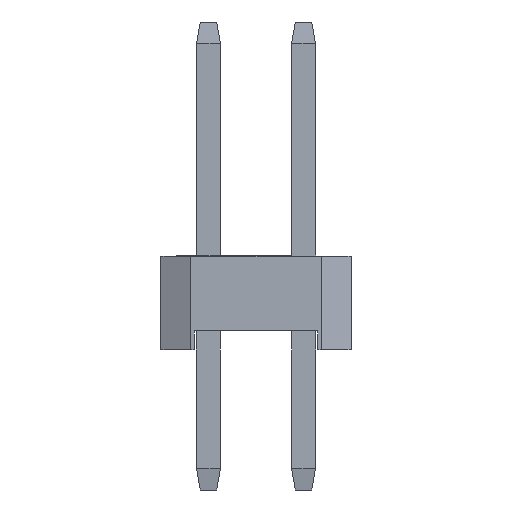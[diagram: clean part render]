
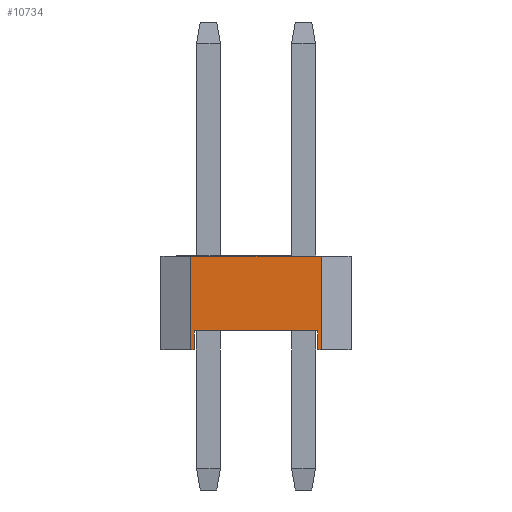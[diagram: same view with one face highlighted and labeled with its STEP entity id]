
A CAD part, left-side view. The second image highlights one B-rep face of the part: STEP entity #10734.
In plain terms, the highlighted planar face has unit normal (-1, 0, 0).
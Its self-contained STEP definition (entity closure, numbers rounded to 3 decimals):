
#191 = EDGE_CURVE ( 'NONE', #1636, #9947, #5030, .T. ) ;
#205 = PLANE ( 'NONE',  #6516 ) ;
#332 = EDGE_CURVE ( 'NONE', #1636, #11844, #11851, .T. ) ;
#495 = DIRECTION ( 'NONE',  ( 0., -1., 0. ) ) ;
#504 = DIRECTION ( 'NONE',  ( 0., 0., -1. ) ) ;
#641 = LINE ( 'NONE', #11504, #7743 ) ;
#644 = VERTEX_POINT ( 'NONE', #5196 ) ;
#1636 = VERTEX_POINT ( 'NONE', #1708 ) ;
#1708 = CARTESIAN_POINT ( 'NONE',  ( -8.89, -1.65, 0. ) ) ;
#1803 = DIRECTION ( 'NONE',  ( 0., 0., -1. ) ) ;
#2130 = ORIENTED_EDGE ( 'NONE', *, *, #8446, .T. ) ;
#2399 = CARTESIAN_POINT ( 'NONE',  ( -8.89, -2.54, 2.5 ) ) ;
#2799 = CARTESIAN_POINT ( 'NONE',  ( -8.89, 1.65, 0.5 ) ) ;
#3084 = LINE ( 'NONE', #2799, #12589 ) ;
#3165 = ORIENTED_EDGE ( 'NONE', *, *, #9192, .T. ) ;
#3330 = DIRECTION ( 'NONE',  ( 0., 0., -1. ) ) ;
#3899 = DIRECTION ( 'NONE',  ( 0., 0., 1. ) ) ;
#4079 = LINE ( 'NONE', #10471, #9157 ) ;
#4259 = EDGE_CURVE ( 'NONE', #7493, #9494, #4079, .T. ) ;
#4359 = ORIENTED_EDGE ( 'NONE', *, *, #332, .T. ) ;
#5030 = LINE ( 'NONE', #11568, #8121 ) ;
#5196 = CARTESIAN_POINT ( 'NONE',  ( -8.89, 1.74, 2.5 ) ) ;
#5297 = EDGE_CURVE ( 'NONE', #644, #6373, #641, .T. ) ;
#5439 = CARTESIAN_POINT ( 'NONE',  ( -8.89, -1.65, 0.5 ) ) ;
#5583 = CARTESIAN_POINT ( 'NONE',  ( -8.89, 1.65, 0.5 ) ) ;
#5755 = LINE ( 'NONE', #7087, #7404 ) ;
#6373 = VERTEX_POINT ( 'NONE', #13242 ) ;
#6516 = AXIS2_PLACEMENT_3D ( 'NONE', #2399, #13056, #3330 ) ;
#6693 = CARTESIAN_POINT ( 'NONE',  ( -8.89, -1.74, 2.5 ) ) ;
#6823 = ORIENTED_EDGE ( 'NONE', *, *, #5297, .T. ) ;
#7087 = CARTESIAN_POINT ( 'NONE',  ( -8.89, -1.74, -6. ) ) ;
#7157 = LINE ( 'NONE', #12637, #10639 ) ;
#7197 = VECTOR ( 'NONE', #11917, 1000. ) ;
#7250 = ORIENTED_EDGE ( 'NONE', *, *, #9206, .F. ) ;
#7404 = VECTOR ( 'NONE', #3899, 1000. ) ;
#7493 = VERTEX_POINT ( 'NONE', #5583 ) ;
#7740 = FACE_OUTER_BOUND ( 'NONE', #8794, .T. ) ;
#7743 = VECTOR ( 'NONE', #504, 1000. ) ;
#8097 = CARTESIAN_POINT ( 'NONE',  ( -8.89, -2.54, 2.5 ) ) ;
#8121 = VECTOR ( 'NONE', #9366, 1000. ) ;
#8446 = EDGE_CURVE ( 'NONE', #6373, #9494, #7157, .T. ) ;
#8794 = EDGE_LOOP ( 'NONE', ( #2130, #13762, #10713, #12573, #4359, #3165, #7250, #6823 ) ) ;
#8801 = CARTESIAN_POINT ( 'NONE',  ( -8.89, 1.65, 0. ) ) ;
#9157 = VECTOR ( 'NONE', #1803, 1000. ) ;
#9192 = EDGE_CURVE ( 'NONE', #11844, #10347, #5755, .T. ) ;
#9206 = EDGE_CURVE ( 'NONE', #644, #10347, #10227, .T. ) ;
#9366 = DIRECTION ( 'NONE',  ( 0., 0., 1. ) ) ;
#9367 = DIRECTION ( 'NONE',  ( 0., -1., 0. ) ) ;
#9494 = VERTEX_POINT ( 'NONE', #8801 ) ;
#9947 = VERTEX_POINT ( 'NONE', #5439 ) ;
#10092 = EDGE_CURVE ( 'NONE', #9947, #7493, #3084, .T. ) ;
#10227 = LINE ( 'NONE', #8097, #11713 ) ;
#10347 = VERTEX_POINT ( 'NONE', #6693 ) ;
#10471 = CARTESIAN_POINT ( 'NONE',  ( -8.89, 1.65, 0. ) ) ;
#10639 = VECTOR ( 'NONE', #9367, 1000. ) ;
#10713 = ORIENTED_EDGE ( 'NONE', *, *, #10092, .F. ) ;
#10734 = ADVANCED_FACE ( 'NONE', ( #7740 ), #205, .F. ) ;
#11504 = CARTESIAN_POINT ( 'NONE',  ( -8.89, 1.74, 2.5 ) ) ;
#11568 = CARTESIAN_POINT ( 'NONE',  ( -8.89, -1.65, 0. ) ) ;
#11713 = VECTOR ( 'NONE', #495, 1000. ) ;
#11844 = VERTEX_POINT ( 'NONE', #11943 ) ;
#11851 = LINE ( 'NONE', #11997, #7197 ) ;
#11917 = DIRECTION ( 'NONE',  ( 0., -1., 0. ) ) ;
#11943 = CARTESIAN_POINT ( 'NONE',  ( -8.89, -1.74, 0. ) ) ;
#11997 = CARTESIAN_POINT ( 'NONE',  ( -8.89, -2.54, 0. ) ) ;
#12573 = ORIENTED_EDGE ( 'NONE', *, *, #191, .F. ) ;
#12589 = VECTOR ( 'NONE', #12812, 1000. ) ;
#12637 = CARTESIAN_POINT ( 'NONE',  ( -8.89, -2.54, 0. ) ) ;
#12812 = DIRECTION ( 'NONE',  ( 0., 1., 0. ) ) ;
#13056 = DIRECTION ( 'NONE',  ( 1., 0., 0. ) ) ;
#13242 = CARTESIAN_POINT ( 'NONE',  ( -8.89, 1.74, 0. ) ) ;
#13762 = ORIENTED_EDGE ( 'NONE', *, *, #4259, .F. ) ;
